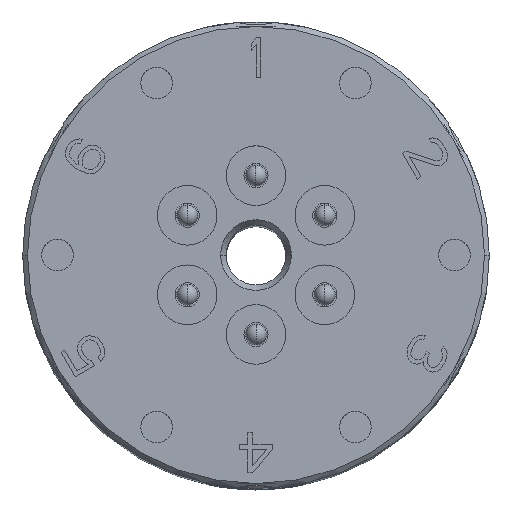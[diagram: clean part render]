
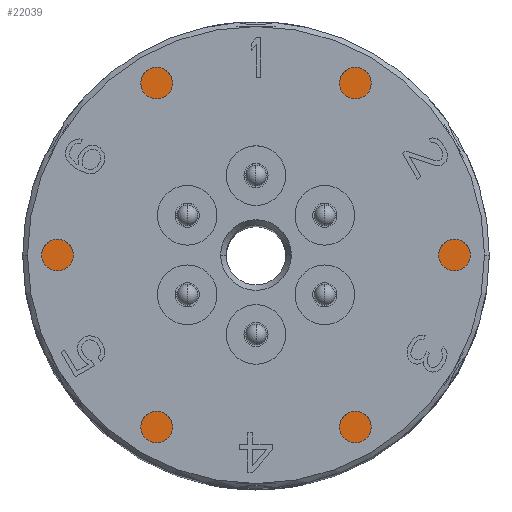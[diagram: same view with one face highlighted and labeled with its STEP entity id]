
A CAD part, top view. The second image highlights one B-rep face of the part: STEP entity #22039.
In plain terms, the highlighted planar face has unit normal (0, 0, 1).
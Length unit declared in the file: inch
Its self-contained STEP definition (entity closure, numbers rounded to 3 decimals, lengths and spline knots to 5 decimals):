
#6970=CARTESIAN_POINT('',(0.,0.,-0.875));
#6971=DIRECTION('',(0.,0.,-1.));
#6972=DIRECTION('',(1.,0.,0.));
#6973=AXIS2_PLACEMENT_3D('',#6970,#6971,#6972);
#6975=CARTESIAN_POINT('',(0.,0.,-0.875));
#6976=DIRECTION('',(0.,0.,-1.));
#6977=DIRECTION('',(-1.,0.,0.));
#6978=AXIS2_PLACEMENT_3D('',#6975,#6976,#6977);
#6980=CARTESIAN_POINT('',(0.,0.,-0.875));
#6981=DIRECTION('',(0.,0.,1.));
#6982=DIRECTION('',(1.,0.,0.));
#6983=AXIS2_PLACEMENT_3D('',#6980,#6981,#6982);
#6985=CARTESIAN_POINT('',(0.,0.,-0.875));
#6986=DIRECTION('',(0.,0.,1.));
#6987=DIRECTION('',(-1.,0.,0.));
#6988=AXIS2_PLACEMENT_3D('',#6985,#6986,#6987);
#12544=CARTESIAN_POINT('',(-1.4065,0.,-0.875));
#12545=VERTEX_POINT('',#12544);
#12546=CARTESIAN_POINT('',(1.4065,0.,-0.875));
#12547=VERTEX_POINT('',#12546);
#12548=CARTESIAN_POINT('',(1.,0.,-0.875));
#12549=CARTESIAN_POINT('',(-1.,0.,-0.875));
#12550=VERTEX_POINT('',#12548);
#12551=VERTEX_POINT('',#12549);
#22024=CARTESIAN_POINT('',(0.,1.4065,-0.875));
#22025=DIRECTION('',(0.,0.,1.));
#22026=DIRECTION('',(1.,0.,0.));
#22027=AXIS2_PLACEMENT_3D('',#22024,#22025,#22026);
#22028=PLANE('',#22027);
#22029=ORIENTED_EDGE('',*,*,#22004,.T.);
#22030=ORIENTED_EDGE('',*,*,#22018,.T.);
#22031=EDGE_LOOP('',(#22029,#22030));
#22032=FACE_OUTER_BOUND('',#22031,.F.);
#22034=ORIENTED_EDGE('',*,*,#22033,.T.);
#22036=ORIENTED_EDGE('',*,*,#22035,.T.);
#22037=EDGE_LOOP('',(#22034,#22036));
#22038=FACE_BOUND('',#22037,.F.);
#6974=CIRCLE('',#6973,1.4065);
#6979=CIRCLE('',#6978,1.4065);
#6984=CIRCLE('',#6983,1.);
#6989=CIRCLE('',#6988,1.);
#22004=EDGE_CURVE('',#12547,#12545,#6974,.T.);
#22018=EDGE_CURVE('',#12545,#12547,#6979,.T.);
#22033=EDGE_CURVE('',#12550,#12551,#6984,.T.);
#22035=EDGE_CURVE('',#12551,#12550,#6989,.T.);
#22039=ADVANCED_FACE('',(#22032,#22038),#22028,.T.);
